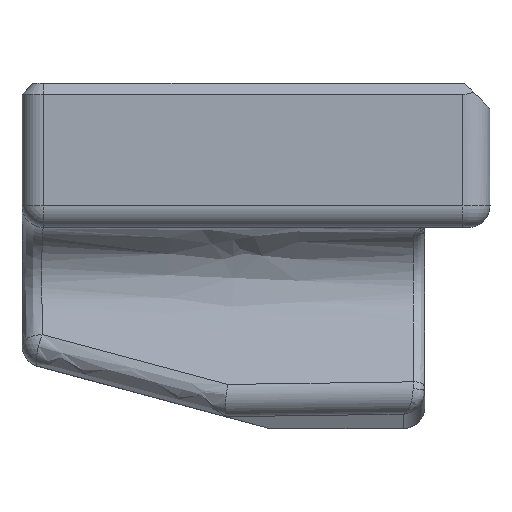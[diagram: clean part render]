
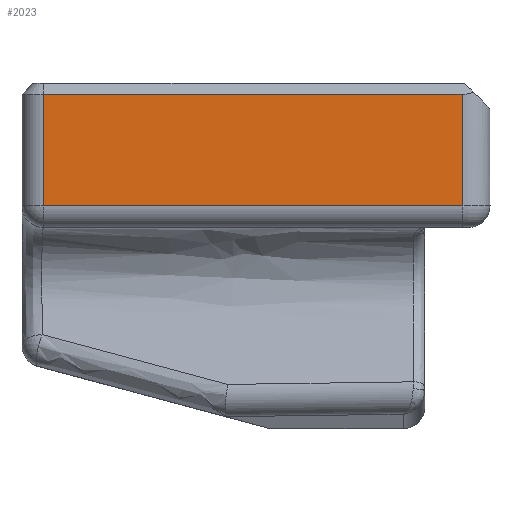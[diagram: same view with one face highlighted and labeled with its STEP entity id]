
A CAD part, left-side view. The second image highlights one B-rep face of the part: STEP entity #2023.
In plain terms, the highlighted planar face has unit normal (-1, 0, 0).
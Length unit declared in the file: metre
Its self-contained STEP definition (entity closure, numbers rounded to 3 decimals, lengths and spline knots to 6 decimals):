
#146=B_SPLINE_CURVE_WITH_KNOTS('',3,(#2841,#2842,#2843,#2844),
 .UNSPECIFIED.,.F.,.F.,(4,4),(0.,1.),.UNSPECIFIED.);
#241=LINE('',#2834,#385);
#242=LINE('',#2837,#386);
#243=LINE('',#2839,#387);
#385=VECTOR('',#2343,1.);
#386=VECTOR('',#2344,1.);
#387=VECTOR('',#2345,1.);
#531=ORIENTED_EDGE('',*,*,#1161,.F.);
#532=ORIENTED_EDGE('',*,*,#1162,.F.);
#533=ORIENTED_EDGE('',*,*,#1163,.F.);
#534=ORIENTED_EDGE('',*,*,#1164,.F.);
#1161=EDGE_CURVE('',#1476,#1477,#241,.T.);
#1162=EDGE_CURVE('',#1478,#1476,#242,.T.);
#1163=EDGE_CURVE('',#1479,#1478,#243,.T.);
#1164=EDGE_CURVE('',#1477,#1479,#146,.F.);
#1476=VERTEX_POINT('',#2835);
#1477=VERTEX_POINT('',#2836);
#1478=VERTEX_POINT('',#2838);
#1479=VERTEX_POINT('',#2840);
#1690=EDGE_LOOP('',(#531,#532,#533,#534));
#1829=FACE_BOUND('',#1690,.T.);
#1968=PLANE('',#2160);
#2023=ADVANCED_FACE('',(#1829),#1968,.T.);
#2160=AXIS2_PLACEMENT_3D('',#2833,#2341,#2342);
#2341=DIRECTION('',(-1.,0.,0.));
#2342=DIRECTION('',(0.,0.,1.));
#2343=DIRECTION('',(0.,0.,-1.));
#2344=DIRECTION('',(0.,-1.,0.));
#2345=DIRECTION('',(0.,0.,1.));
#2833=CARTESIAN_POINT('',(0.122182,0.279524,-0.023632));
#2834=CARTESIAN_POINT('',(0.122182,0.280524,-0.013351));
#2835=CARTESIAN_POINT('',(0.122182,0.280524,-0.011329));
#2836=CARTESIAN_POINT('',(0.122181,0.280524,-0.015429));
#2837=CARTESIAN_POINT('',(0.122182,0.288043,-0.011329));
#2838=CARTESIAN_POINT('',(0.122182,0.295949,-0.011329));
#2839=CARTESIAN_POINT('',(0.122182,0.295949,-0.01339));
#2840=CARTESIAN_POINT('',(0.122181,0.295949,-0.015429));
#2841=CARTESIAN_POINT('',(0.122182,0.295949,-0.015429));
#2842=CARTESIAN_POINT('',(0.122182,0.290808,-0.015429));
#2843=CARTESIAN_POINT('',(0.122182,0.285666,-0.015429));
#2844=CARTESIAN_POINT('',(0.122182,0.280524,-0.015429));
